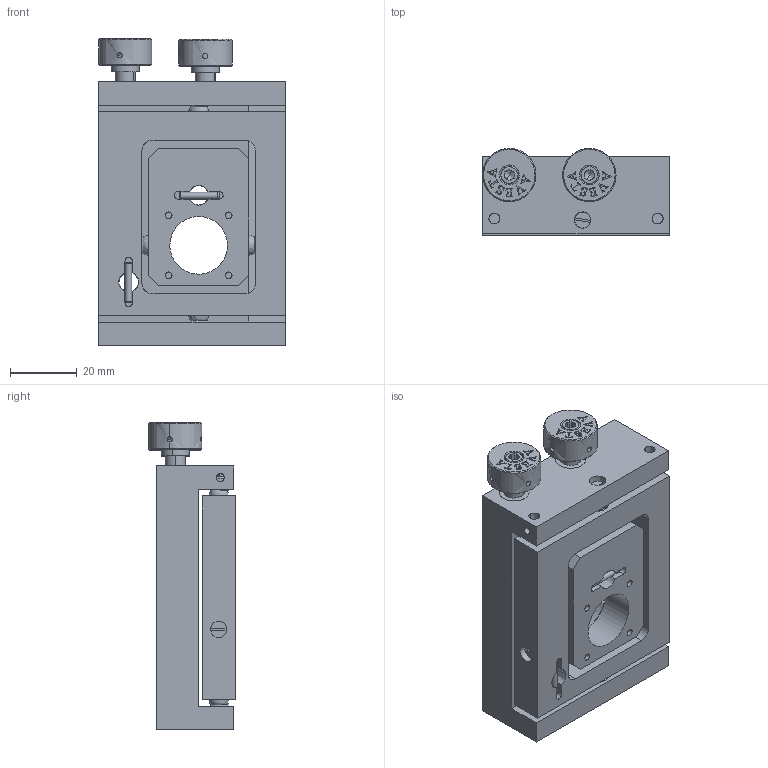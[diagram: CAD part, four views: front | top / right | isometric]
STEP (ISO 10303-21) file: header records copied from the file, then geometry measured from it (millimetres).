
FILE_DESCRIPTION(/* description */ (''),/* implementation_level */ '2;1');
FILE_NAME(/* name */ '01_MMG-THRB',/* time_stamp */ '2024-08-13T09:30:09+03:00',/* author */ (''),/* organization */ (''),/* preprocessor_version */ 'ST-DEVELOPER v15',/* originating_system */ '',/* authorisation */ '');
FILE_SCHEMA (('AUTOMOTIVE_DESIGN'));
Length unit declared in the file: millimetre
Products named in the file (1): Document
Bounding box: 56 x 26.06 x 91.99 mm (x, y, z)
Volume: 85333.7 mm3; surface area: 38211.1 mm2
Topology: 25 solids, 25 shells, 780 faces, 2124 edges, 1383 vertices
Faces by surface type: bspline 440, plane 340
Entity records: 26943 total; most frequent: CARTESIAN_POINT 14366, ORIENTED_EDGE 4168, EDGE_CURVE 2084, VERTEX_POINT 1383, B_SPLINE_CURVE_WITH_KNOTS 1161, EDGE_LOOP 881, ADVANCED_FACE 780, FACE_OUTER_BOUND 780
